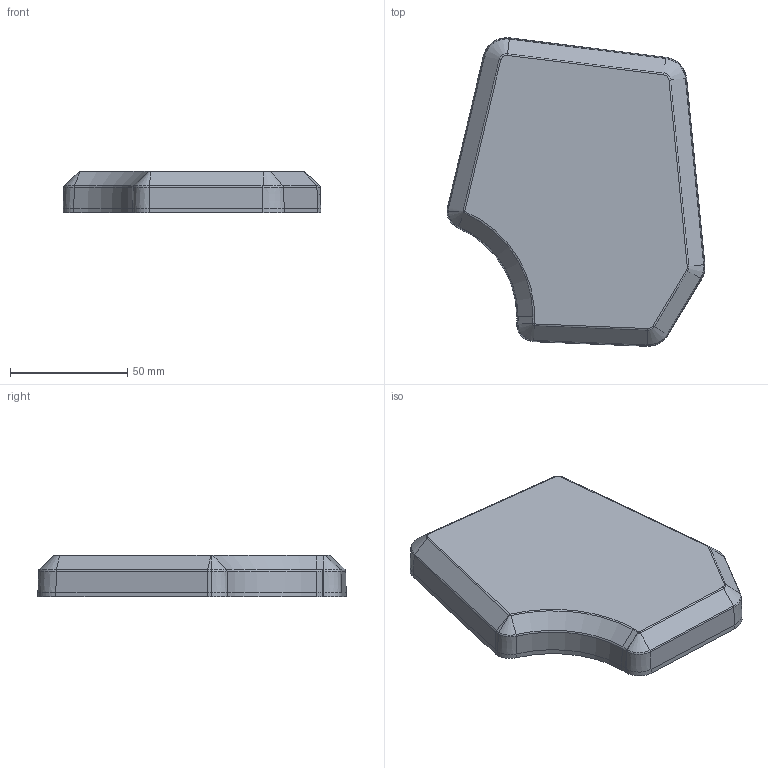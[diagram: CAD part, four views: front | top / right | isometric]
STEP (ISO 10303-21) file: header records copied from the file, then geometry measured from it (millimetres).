
FILE_DESCRIPTION (( 'STEP AP214' ), '1' );
FILE_NAME ('Chest_L_cover.STEP', '2017-08-15T07:45:43', ( '' ), ( '' ), 'SwSTEP 2.0', 'SolidWorks 2016', '' );
FILE_SCHEMA (( 'AUTOMOTIVE_DESIGN' ));
Length unit declared in the file: millimetre
Products named in the file (1): Chest_L_cover
Bounding box: 110.01 x 131.6 x 17.78 mm (x, y, z)
Volume: 34065.1 mm3; surface area: 35658.4 mm2
Topology: 1 solids, 1 shells, 422 faces, 1094 edges, 681 vertices
Faces by surface type: plane 186, cone 88, bspline 78, cylinder 52, torus 18
Entity records: 17928 total; most frequent: CARTESIAN_POINT 4646, ORIENTED_EDGE 2180, DIRECTION 1829, EDGE_CURVE 1090, VERTEX_POINT 681, AXIS2_PLACEMENT_3D 621, VECTOR 587, LINE 587
